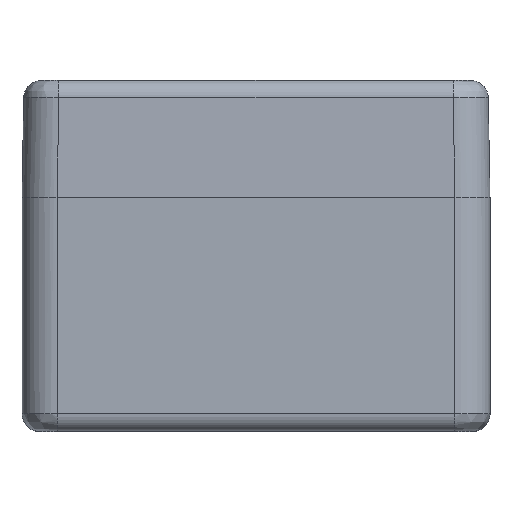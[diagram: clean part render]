
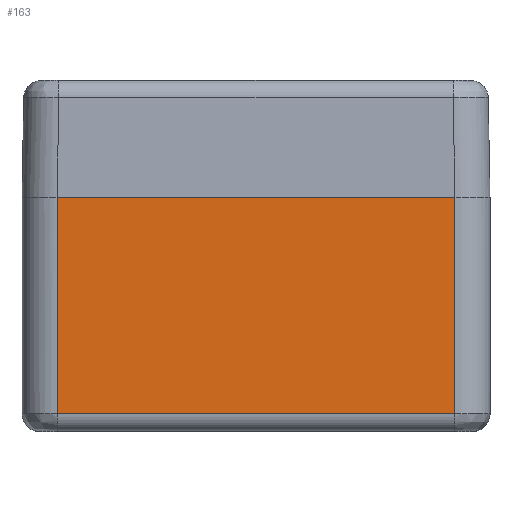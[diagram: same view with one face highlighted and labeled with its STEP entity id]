
A CAD part, top view. The second image highlights one B-rep face of the part: STEP entity #163.
In plain terms, the highlighted planar face has unit normal (0, 0, 1).
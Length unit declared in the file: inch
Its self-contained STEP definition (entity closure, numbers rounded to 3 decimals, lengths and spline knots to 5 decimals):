
#163=ADVANCED_FACE('',(#313),#259,.T.);
#259=PLANE('',#1880);
#313=FACE_OUTER_BOUND('',#410,.T.);
#410=EDGE_LOOP('',(#621,#622,#623,#624));
#621=ORIENTED_EDGE('',*,*,#1294,.T.);
#622=ORIENTED_EDGE('',*,*,#1295,.T.);
#623=ORIENTED_EDGE('',*,*,#1296,.T.);
#624=ORIENTED_EDGE('',*,*,#1297,.T.);
#1130=VERTEX_POINT('',#2664);
#1131=VERTEX_POINT('',#2665);
#1132=VERTEX_POINT('',#2667);
#1133=VERTEX_POINT('',#2669);
#1294=EDGE_CURVE('',#1130,#1131,#1530,.T.);
#1295=EDGE_CURVE('',#1131,#1132,#1531,.T.);
#1296=EDGE_CURVE('',#1132,#1133,#1532,.T.);
#1297=EDGE_CURVE('',#1133,#1130,#1533,.T.);
#1530=LINE('',#2663,#1713);
#1531=LINE('',#2666,#1714);
#1532=LINE('',#2668,#1715);
#1533=LINE('',#2670,#1716);
#1713=VECTOR('',#2114,1.);
#1714=VECTOR('',#2115,1.);
#1715=VECTOR('',#2116,1.);
#1716=VECTOR('',#2117,1.);
#1880=AXIS2_PLACEMENT_3D('',#2671,#2118,#2119);
#2114=DIRECTION('',(0.,-1.,0.));
#2115=DIRECTION('',(1.,0.,0.));
#2116=DIRECTION('',(0.,1.,0.));
#2117=DIRECTION('',(-1.,0.,0.));
#2118=DIRECTION('',(0.,0.,1.));
#2119=DIRECTION('',(0.,-1.,0.));
#2663=CARTESIAN_POINT('',(0.03,0.,0.));
#2664=CARTESIAN_POINT('',(0.03,0.2,0.));
#2665=CARTESIAN_POINT('',(0.03,0.015,0.));
#2666=CARTESIAN_POINT('',(0.2,0.015,0.));
#2667=CARTESIAN_POINT('',(0.37,0.015,0.));
#2668=CARTESIAN_POINT('',(0.37,0.,0.));
#2669=CARTESIAN_POINT('',(0.37,0.2,0.));
#2670=CARTESIAN_POINT('',(0.2,0.2,0.));
#2671=CARTESIAN_POINT('',(0.2,0.,0.));
